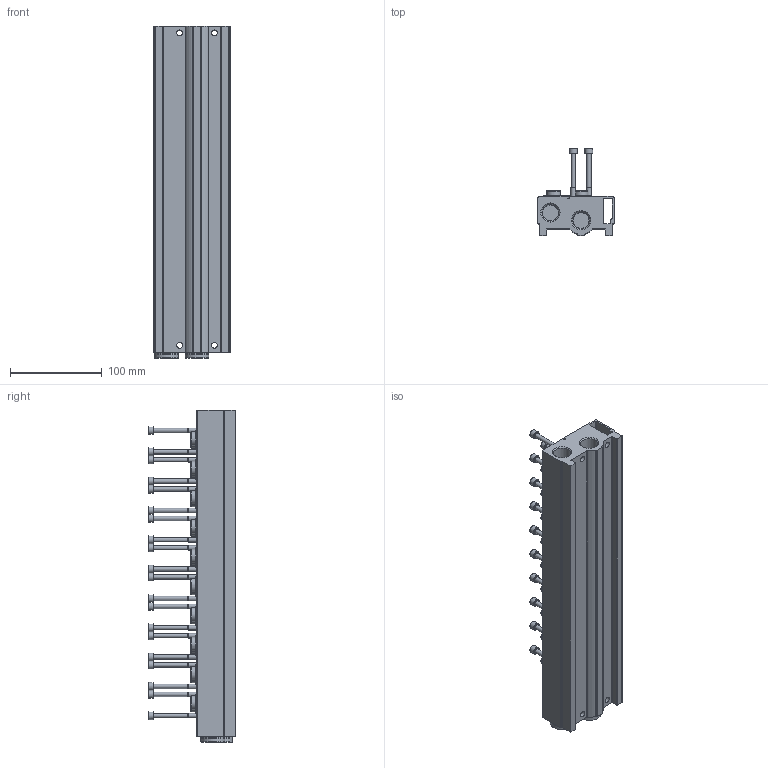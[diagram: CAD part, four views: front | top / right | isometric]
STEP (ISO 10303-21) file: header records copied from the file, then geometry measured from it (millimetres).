
FILE_DESCRIPTION(/* description */ ('STEP AP214'),/* implementation_level */ '2;1');
FILE_NAME(/* name */ '8026421_VABM-B10-30S-G12-10-P3',/* time_stamp */ '2024-09-15T23:25:25+02:00',/* author */ ('License CC BY-ND 4.0'),/* organization */ ('CADENAS'),/* preprocessor_version */ 'ST-DEVELOPER v19.3',/* originating_system */ 'PARTsolutions',/* authorisation */ ' ');
FILE_SCHEMA (('AUTOMOTIVE_DESIGN {1 0 10303 214 3 1 1}'));
Length unit declared in the file: millimetre
Products named in the file (5): 8026421 VABM-B10-30S-G12-10-P3; 8026421 VABM-B10-30S-G12-10-P3---(M); 1841579 VUVS-G38-2---(S); 2191444 F-M5x60-10.9; 3571 B-1/2---(Plug)
Assembly tree (33 placements, depth 2):
  8026421 VABM-B10-30S-G12-10-P3
    8026421 VABM-B10-30S-G12-10-P3---(M)
    1841579 VUVS-G38-2---(S)  x10
    2191444 F-M5x60-10.9  x20
    3571 B-1/2---(Plug)  x2
Bounding box: 83 x 95.4 x 362.35 mm (x, y, z)
Volume: 871264.9 mm3; surface area: 240471.5 mm2
Topology: 33 solids, 33 shells, 1450 faces, 3527 edges, 2247 vertices
Faces by surface type: plane 674, cylinder 458, cone 256, torus 62
Full cylindrical faces by diameter (mm): 3.5 x1, 4.134 x21, 4.75 x20, 5 x20, 6.3 x4, 8.5 x20, 9 x20, 12 x20, 15.1 x20, 17.6 x2, 18.1 x20, 18.631 x4, 20.955 x2, 23.4 x2, 26 x4
Entity records: 9099 total; most frequent: CARTESIAN_POINT 1852, DIRECTION 1536, ORIENTED_EDGE 1194, AXIS2_PLACEMENT_3D 631, EDGE_CURVE 597, FACE_BOUND 542, EDGE_LOOP 520, VERTEX_POINT 477
